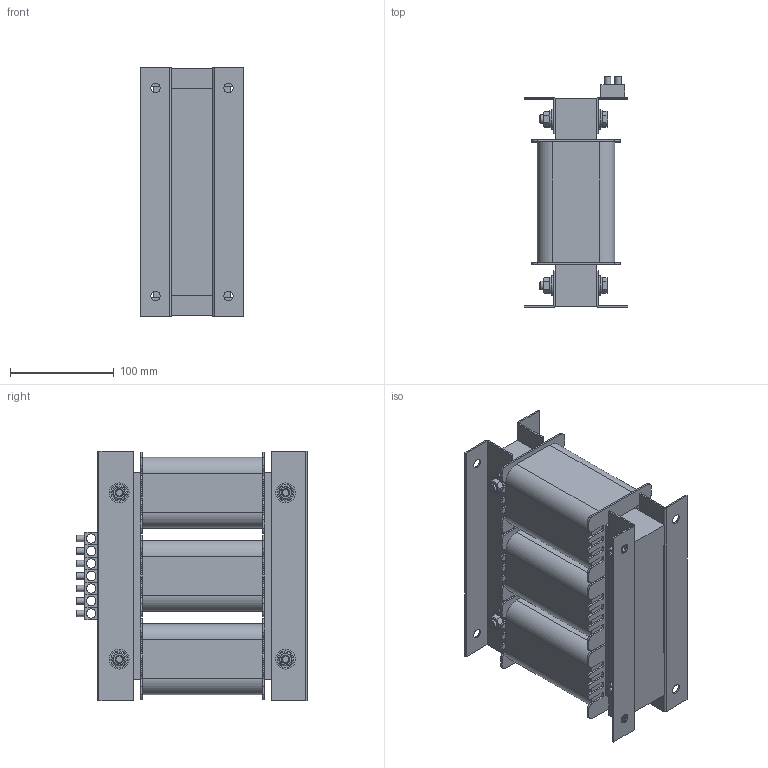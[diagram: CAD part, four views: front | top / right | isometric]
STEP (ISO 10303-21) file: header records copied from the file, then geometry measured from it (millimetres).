
FILE_DESCRIPTION(/* description */ (''),/* implementation_level */ '2;1');
FILE_NAME(/* name */ 'XMN02230960.stp',/* time_stamp */ '2023-03-28T09:55:31+02:00',/* author */ ('velazquez'),/* organization */ (''),/* preprocessor_version */ 'ST-DEVELOPER v19.2',/* originating_system */ 'Autodesk Inventor 2023',/* authorisation */ '');
FILE_SCHEMA (('AUTOMOTIVE_DESIGN { 1 0 10303 214 3 1 1 }'));
Length unit declared in the file: millimetre
Products named in the file (10): XMN02230960; 3UI120 200 x 200 - 40 (Rc40); UI 120_40; RC40 NT040; centrador M8; DIN 125 - A 8,4; DIN 933 - M8  x 60; DIN 934 - M8; FICHA 10 7 ELEMENTOS; FICHA 10
Assembly tree (40 placements, depth 3):
  XMN02230960
    3UI120 200 x 200 - 40 (Rc40)
    UI 120_40  x3
    RC40 NT040  x4
    centrador M8  x8
    DIN 125 - A 8,4  x8
    DIN 933 - M8  x 60  x4
    DIN 934 - M8  x4
    FICHA 10 7 ELEMENTOS
      FICHA 10  x7
Bounding box: 100 x 222 x 240 mm (x, y, z)
Volume: 2530395.1 mm3; surface area: 477997.8 mm2
Topology: 39 solids, 39 shells, 953 faces, 2371 edges, 1518 vertices
Faces by surface type: plane 564, cylinder 333, cone 48, torus 8
Full cylindrical faces by diameter (mm): 6 x14, 6.647 x4, 7.323 x4, 8 x12, 8.4 x8, 9 x15, 9.6 x8, 10.5 x8, 11 x4, 11.4 x4, 16 x8, 19 x8
Entity records: 9456 total; most frequent: DIRECTION 1586, CARTESIAN_POINT 1578, ORIENTED_EDGE 1460, EDGE_CURVE 730, AXIS2_PLACEMENT_3D 549, LINE 488, VECTOR 488, VERTEX_POINT 469
